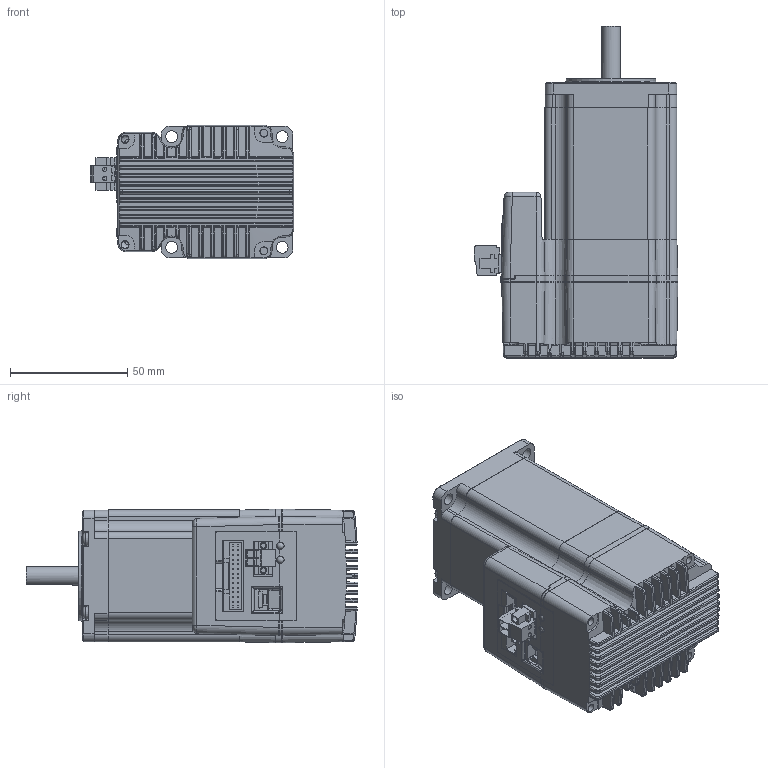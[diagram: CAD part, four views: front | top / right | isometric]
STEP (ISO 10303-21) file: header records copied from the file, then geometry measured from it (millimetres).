
FILE_DESCRIPTION (( 'STEP AP203' ), '1' );
FILE_NAME ('TSM23P-3AG.STEP', '2013-01-09T03:12:23', ( 'Sky123.Org' ), ( 'Sky123.Org' ), 'SwSTEP 2.0', 'SolidWorks 2011', '' );
FILE_SCHEMA (( 'CONFIG_CONTROL_DESIGN' ));
Products named in the file (1): TSM23P-3AG
Bounding box: 86.95 x 141.65 x 57.09 mm (x, y, z)
Surface area: 59685.6 mm2 (no closed solid volume)
Topology: 0 solids, 30 shells, 864 faces, 3660 edges, 2803 vertices
Faces by surface type: plane 385, cylinder 249, bspline 178, cone 42, torus 8, sphere 2
Full cylindrical faces by diameter (mm): 1.87 x2, 2.8 x2, 3.2 x4, 3.4 x4, 5 x4, 8 x1, 10 x1, 22 x1, 38.1 x1
Entity records: 42469 total; most frequent: CARTESIAN_POINT 14410, ORIENTED_EDGE 5626, DIRECTION 5438, EDGE_CURVE 3605, VERTEX_POINT 2795, VECTOR 1820, LINE 1820, AXIS2_PLACEMENT_3D 1809
